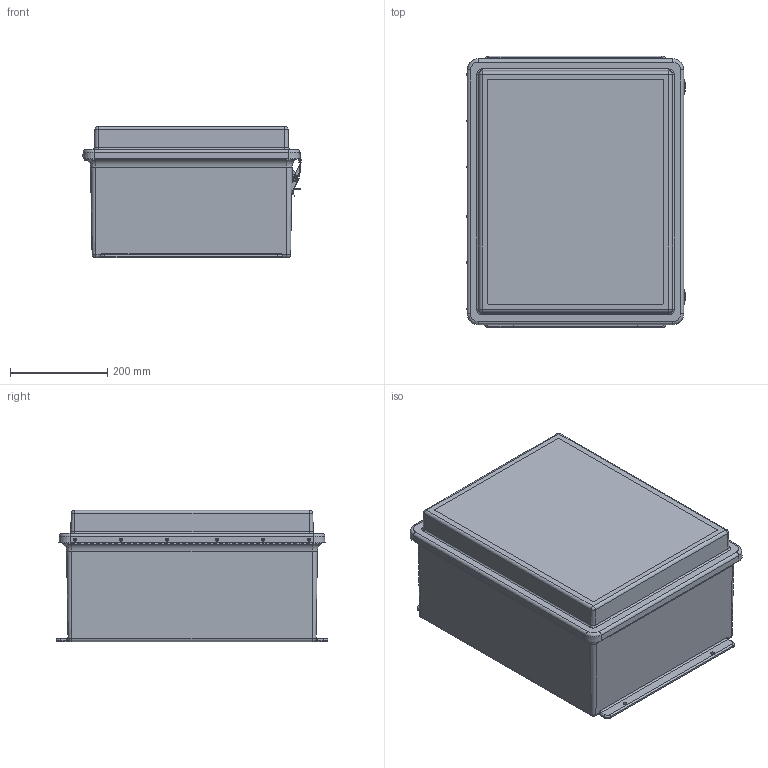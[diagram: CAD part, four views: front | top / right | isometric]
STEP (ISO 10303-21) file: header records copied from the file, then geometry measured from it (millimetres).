
FILE_DESCRIPTION (( 'STEP AP214' ), '1' );
FILE_NAME ('MRW2016HPL.STEP', '2018-11-07T11:02:55', ( '' ), ( '' ), 'SwSTEP 2.0', 'SolidWorks 2018', '' );
FILE_SCHEMA (( 'AUTOMOTIVE_DESIGN' ));
Length unit declared in the file: inch
Products named in the file (1): MRW2016HPL
Bounding box: 449.53 x 558.8 x 270.3 mm (x, y, z)
Volume: 5021734.4 mm3; surface area: 2101549.5 mm2
Topology: 43 solids, 43 shells, 1242 faces, 3163 edges, 2051 vertices
Faces by surface type: plane 558, cylinder 517, bspline 104, cone 51, torus 12
Full cylindrical faces by diameter (mm): 2.159 x79, 2.64 x8, 3.048 x2, 3.175 x20, 3.302 x4, 3.327 x12, 3.429 x18, 3.556 x24, 3.861 x5, 3.962 x7, 4.306 x4, 5.537 x4, 6.35 x12, 6.858 x4, 7.62 x4, 9.525 x2
Entity records: 57660 total; most frequent: CARTESIAN_POINT 11610, DIRECTION 5938, ORIENTED_EDGE 5764, EDGE_CURVE 2882, AXIS2_PLACEMENT_3D 2171, VERTEX_POINT 2014, EDGE_LOOP 1834, LINE 1596
